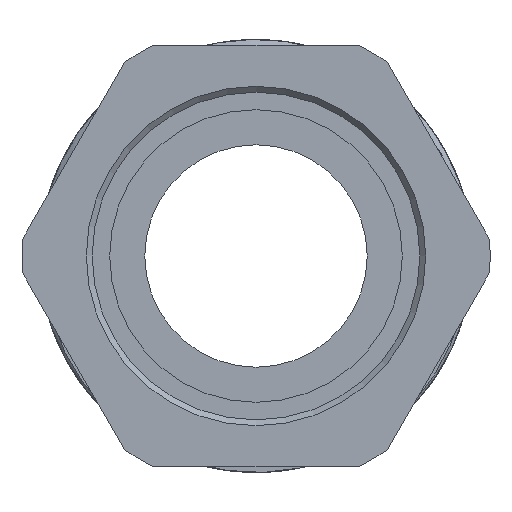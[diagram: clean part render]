
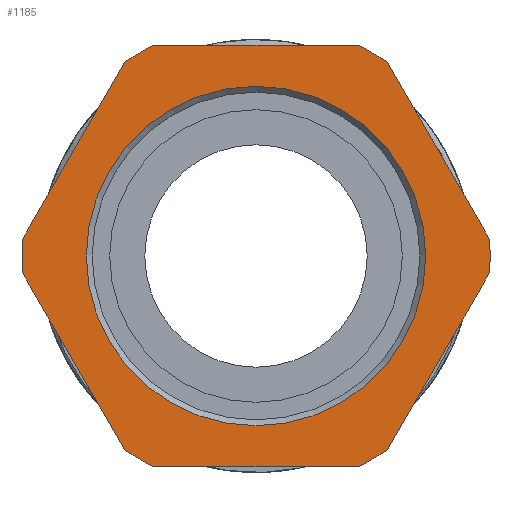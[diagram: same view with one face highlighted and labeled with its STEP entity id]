
A CAD part, front view. The second image highlights one B-rep face of the part: STEP entity #1185.
In plain terms, the highlighted planar face has unit normal (0, -1, 0).
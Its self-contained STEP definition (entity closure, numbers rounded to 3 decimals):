
#97 = CARTESIAN_POINT ( 'NONE',  ( 0., 0., 7.25 ) ) ;
#157 = CARTESIAN_POINT ( 'NONE',  ( 4.359, 0., 9. ) ) ;
#161 = CARTESIAN_POINT ( 'NONE',  ( -4.359, 0., 9. ) ) ;
#167 = CARTESIAN_POINT ( 'NONE',  ( 9.974, 0., -0.725 ) ) ;
#171 = CARTESIAN_POINT ( 'NONE',  ( -5.615, 0., -8.275 ) ) ;
#175 = CARTESIAN_POINT ( 'NONE',  ( -9.974, 0., -0.725 ) ) ;
#181 = CARTESIAN_POINT ( 'NONE',  ( -9.974, 0., 0.725 ) ) ;
#196 = CARTESIAN_POINT ( 'NONE',  ( 9.974, 0., 0.725 ) ) ;
#197 = CARTESIAN_POINT ( 'NONE',  ( 5.615, 0., 8.275 ) ) ;
#198 = CARTESIAN_POINT ( 'NONE',  ( 5.615, 0., -8.275 ) ) ;
#199 = CARTESIAN_POINT ( 'NONE',  ( 4.359, 0., -9. ) ) ;
#206 = CARTESIAN_POINT ( 'NONE',  ( -4.359, 0., -9. ) ) ;
#207 = CARTESIAN_POINT ( 'NONE',  ( -5.615, 0., 8.275 ) ) ;
#282 = CARTESIAN_POINT ( 'NONE',  ( 0., 0., 0. ) ) ;
#350 = DIRECTION ( 'NONE',  ( 0., 0., 1. ) ) ;
#351 = DIRECTION ( 'NONE',  ( 0., 1., 0. ) ) ;
#352 = CARTESIAN_POINT ( 'NONE',  ( 0., 0., 0. ) ) ;
#353 = PLANE ( 'NONE',  #1835 ) ;
#552 = DIRECTION ( 'NONE',  ( -0.5, 0., -0.866 ) ) ;
#580 = CARTESIAN_POINT ( 'NONE',  ( 9.974, 0., -0.725 ) ) ;
#655 = DIRECTION ( 'NONE',  ( 0., 0., 1. ) ) ;
#660 = DIRECTION ( 'NONE',  ( 0., 1., 0. ) ) ;
#664 = CARTESIAN_POINT ( 'NONE',  ( 0., 0., 0. ) ) ;
#763 = DIRECTION ( 'NONE',  ( 0., 0., 1. ) ) ;
#764 = DIRECTION ( 'NONE',  ( 0., 1., 0. ) ) ;
#771 = CARTESIAN_POINT ( 'NONE',  ( 0., 0., 0. ) ) ;
#875 = DIRECTION ( 'NONE',  ( 0.5, 0., -0.866 ) ) ;
#876 = CARTESIAN_POINT ( 'NONE',  ( 5.615, 0., 8.275 ) ) ;
#880 = DIRECTION ( 'NONE',  ( 0., 0., 1. ) ) ;
#881 = DIRECTION ( 'NONE',  ( 0., 1., 0. ) ) ;
#882 = CARTESIAN_POINT ( 'NONE',  ( 0., 0., 0. ) ) ;
#986 = DIRECTION ( 'NONE',  ( 0., 1., 0. ) ) ;
#987 = DIRECTION ( 'NONE',  ( 0., 0., 1. ) ) ;
#1085 = EDGE_CURVE ( 'NONE', #2087, #2080, #1800, .T. ) ;
#1089 = EDGE_CURVE ( 'NONE', #2222, #2087, #2181, .T. ) ;
#1093 = EDGE_CURVE ( 'NONE', #2234, #2238, #2298, .T. ) ;
#1094 = EDGE_CURVE ( 'NONE', #2080, #2050, #2273, .T. ) ;
#1098 = EDGE_CURVE ( 'NONE', #2054, #2051, #2296, .T. ) ;
#1102 = EDGE_CURVE ( 'NONE', #2051, #2222, #1778, .T. ) ;
#1108 = EDGE_CURVE ( 'NONE', #2050, #2234, #1912, .T. ) ;
#1137 = EDGE_CURVE ( 'NONE', #2055, #2054, #1909, .T. ) ;
#1142 = EDGE_CURVE ( 'NONE', #2057, #2224, #1896, .T. ) ;
#1144 = EDGE_CURVE ( 'NONE', #2224, #2055, #2101, .T. ) ;
#1152 = EDGE_CURVE ( 'NONE', #2169, #2169, #1915, .T. ) ;
#1165 = EDGE_CURVE ( 'NONE', #2238, #2056, #1885, .T. ) ;
#1167 = EDGE_CURVE ( 'NONE', #2056, #2057, #2109, .T. ) ;
#1185 = ADVANCED_FACE ( 'NONE', ( #2132, #2133 ), #353, .F. ) ;
#1219 = CARTESIAN_POINT ( 'NONE',  ( -5.615, 0., 8.275 ) ) ;
#1296 = CARTESIAN_POINT ( 'NONE',  ( -9.974, 0., -0.725 ) ) ;
#1336 = DIRECTION ( 'NONE',  ( 1., 0., 0. ) ) ;
#1337 = CARTESIAN_POINT ( 'NONE',  ( -4.359, 0., 9. ) ) ;
#1339 = DIRECTION ( 'NONE',  ( -0.5, 0., 0.866 ) ) ;
#1350 = CARTESIAN_POINT ( 'NONE',  ( 0., 0., 0. ) ) ;
#1351 = DIRECTION ( 'NONE',  ( 0., 0., 1. ) ) ;
#1357 = DIRECTION ( 'NONE',  ( 0., 1., 0. ) ) ;
#1373 = DIRECTION ( 'NONE',  ( 0., 0., 1. ) ) ;
#1409 = DIRECTION ( 'NONE',  ( 0., 0., 1. ) ) ;
#1410 = DIRECTION ( 'NONE',  ( 0.5, 0., 0.866 ) ) ;
#1412 = DIRECTION ( 'NONE',  ( -1., 0., 0. ) ) ;
#1418 = CARTESIAN_POINT ( 'NONE',  ( -4.359, 0., -9. ) ) ;
#1419 = DIRECTION ( 'NONE',  ( 0., 1., 0. ) ) ;
#1426 = CARTESIAN_POINT ( 'NONE',  ( 0., 0., 0. ) ) ;
#1728 = DIRECTION ( 'NONE',  ( 0., 1., 0. ) ) ;
#1732 = CARTESIAN_POINT ( 'NONE',  ( 0., 0., 0. ) ) ;
#1777 = VECTOR ( 'NONE', #1339, 1000. ) ;
#1778 = CIRCLE ( 'NONE', #1880, 10. ) ;
#1796 = AXIS2_PLACEMENT_3D ( 'NONE', #1426, #1419, #1409 ) ;
#1800 = CIRCLE ( 'NONE', #1796, 10. ) ;
#1835 = AXIS2_PLACEMENT_3D ( 'NONE', #352, #351, #350 ) ;
#1855 = VECTOR ( 'NONE', #875, 1000. ) ;
#1858 = AXIS2_PLACEMENT_3D ( 'NONE', #882, #881, #880 ) ;
#1875 = AXIS2_PLACEMENT_3D ( 'NONE', #282, #986, #987 ) ;
#1880 = AXIS2_PLACEMENT_3D ( 'NONE', #1732, #1728, #1373 ) ;
#1885 = CIRCLE ( 'NONE', #1858, 10. ) ;
#1889 = VECTOR ( 'NONE', #552, 1000. ) ;
#1893 = AXIS2_PLACEMENT_3D ( 'NONE', #664, #660, #655 ) ;
#1896 = CIRCLE ( 'NONE', #1893, 10. ) ;
#1902 = AXIS2_PLACEMENT_3D ( 'NONE', #771, #764, #763 ) ;
#1909 = CIRCLE ( 'NONE', #1902, 10. ) ;
#1912 = CIRCLE ( 'NONE', #1914, 10. ) ;
#1914 = AXIS2_PLACEMENT_3D ( 'NONE', #1350, #1357, #1351 ) ;
#1915 = CIRCLE ( 'NONE', #1875, 7.25 ) ;
#1932 = VECTOR ( 'NONE', #1412, 1000. ) ;
#1935 = VECTOR ( 'NONE', #1410, 1000. ) ;
#1937 = VECTOR ( 'NONE', #1336, 1000. ) ;
#1966 = ORIENTED_EDGE ( 'NONE', *, *, #1142, .F. ) ;
#1967 = ORIENTED_EDGE ( 'NONE', *, *, #1167, .F. ) ;
#1968 = ORIENTED_EDGE ( 'NONE', *, *, #1152, .T. ) ;
#1969 = ORIENTED_EDGE ( 'NONE', *, *, #1093, .F. ) ;
#1982 = EDGE_LOOP ( 'NONE', ( #1968 ) ) ;
#1987 = EDGE_LOOP ( 'NONE', ( #1966, #1967, #2085, #1969, #2083, #2292, #2288, #2228, #2231, #2081, #2245, #2293 ) ) ;
#2050 = VERTEX_POINT ( 'NONE', #207 ) ;
#2051 = VERTEX_POINT ( 'NONE', #206 ) ;
#2054 = VERTEX_POINT ( 'NONE', #199 ) ;
#2055 = VERTEX_POINT ( 'NONE', #198 ) ;
#2056 = VERTEX_POINT ( 'NONE', #197 ) ;
#2057 = VERTEX_POINT ( 'NONE', #196 ) ;
#2080 = VERTEX_POINT ( 'NONE', #181 ) ;
#2081 = ORIENTED_EDGE ( 'NONE', *, *, #1098, .F. ) ;
#2083 = ORIENTED_EDGE ( 'NONE', *, *, #1108, .F. ) ;
#2085 = ORIENTED_EDGE ( 'NONE', *, *, #1165, .F. ) ;
#2087 = VERTEX_POINT ( 'NONE', #175 ) ;
#2101 = LINE ( 'NONE', #580, #1889 ) ;
#2109 = LINE ( 'NONE', #876, #1855 ) ;
#2132 = FACE_BOUND ( 'NONE', #1982, .T. ) ;
#2133 = FACE_OUTER_BOUND ( 'NONE', #1987, .T. ) ;
#2169 = VERTEX_POINT ( 'NONE', #97 ) ;
#2181 = LINE ( 'NONE', #1296, #1777 ) ;
#2222 = VERTEX_POINT ( 'NONE', #171 ) ;
#2224 = VERTEX_POINT ( 'NONE', #167 ) ;
#2228 = ORIENTED_EDGE ( 'NONE', *, *, #1089, .F. ) ;
#2231 = ORIENTED_EDGE ( 'NONE', *, *, #1102, .F. ) ;
#2234 = VERTEX_POINT ( 'NONE', #161 ) ;
#2238 = VERTEX_POINT ( 'NONE', #157 ) ;
#2245 = ORIENTED_EDGE ( 'NONE', *, *, #1137, .F. ) ;
#2273 = LINE ( 'NONE', #1219, #1935 ) ;
#2288 = ORIENTED_EDGE ( 'NONE', *, *, #1085, .F. ) ;
#2292 = ORIENTED_EDGE ( 'NONE', *, *, #1094, .F. ) ;
#2293 = ORIENTED_EDGE ( 'NONE', *, *, #1144, .F. ) ;
#2296 = LINE ( 'NONE', #1418, #1932 ) ;
#2298 = LINE ( 'NONE', #1337, #1937 ) ;
